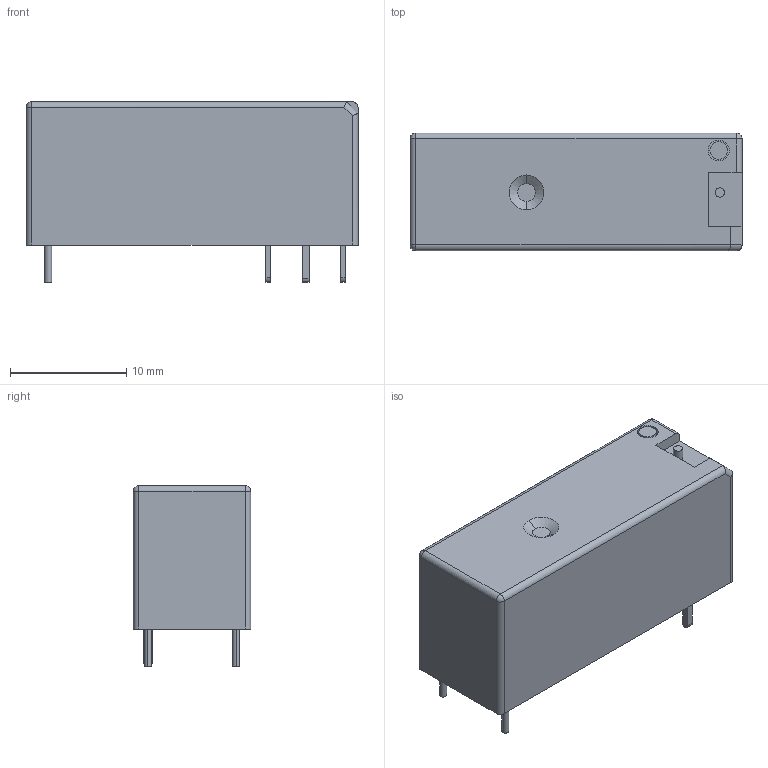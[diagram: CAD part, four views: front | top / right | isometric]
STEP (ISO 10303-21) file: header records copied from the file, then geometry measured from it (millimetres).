
FILE_DESCRIPTION((''),'2;1');
FILE_NAME('REL_TYCO_RY.stp','2009-06-30T14:36:34',(''),(''),'Mechanical Desktop 2006','Mechanical Desktop 2006',', , ');
FILE_SCHEMA(('AUTOMOTIVE_DESIGN { 1 2 10303 214 0 1 1 1 }'));
Length unit declared in the file: millimetre
Products named in the file (1): Product
Bounding box: 28.5 x 10.1 x 15.5 mm (x, y, z)
Volume: 3522.3 mm3; surface area: 1554.3 mm2
Topology: 6 solids, 6 shells, 64 faces, 137 edges, 86 vertices
Faces by surface type: plane 34, cylinder 25, sphere 3, cone 2
Entity records: 1909 total; most frequent: CARTESIAN_POINT 441, DIRECTION 314, ORIENTED_EDGE 268, EDGE_CURVE 134, AXIS2_PLACEMENT_3D 117, VERTEX_POINT 86, VECTOR 80, LINE 80
